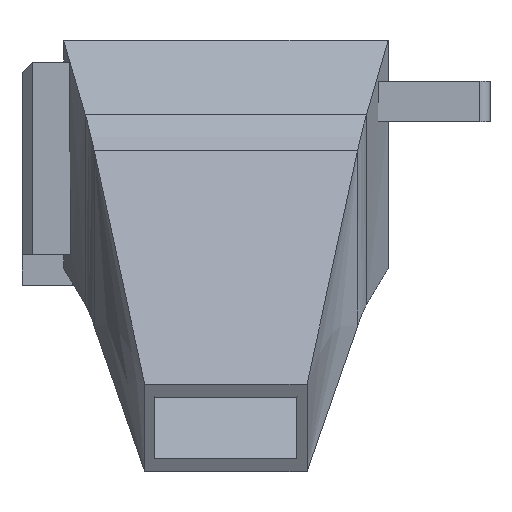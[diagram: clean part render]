
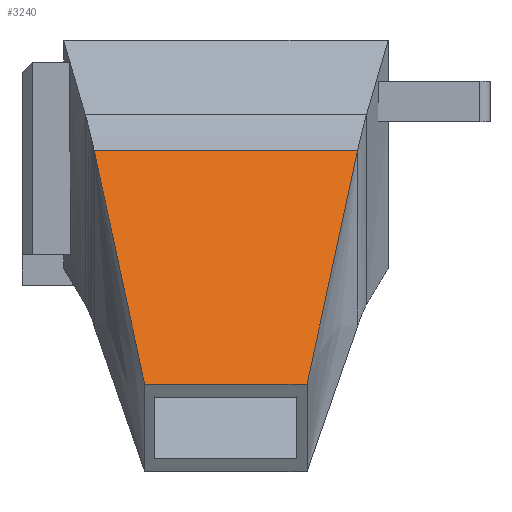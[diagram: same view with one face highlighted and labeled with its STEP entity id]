
A CAD part, front view. The second image highlights one B-rep face of the part: STEP entity #3240.
In plain terms, the highlighted planar face has unit normal (0, -0.946, 0.324).
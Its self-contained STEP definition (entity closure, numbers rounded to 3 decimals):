
#1241 = B_SPLINE_SURFACE_WITH_KNOTS('',1,6,(
    (#1242,#1243,#1244,#1245,#1246,#1247,#1248)
    ,(#1249,#1250,#1251,#1252,#1253,#1254,#1255
  )),.UNSPECIFIED.,.F.,.F.,.F.,(2,2),(7,7),(2.,3.),(3.446,
    3.977),.PIECEWISE_BEZIER_KNOTS.);
#1242 = CARTESIAN_POINT('',(45.485,-2.62,
    88.259));
#1243 = CARTESIAN_POINT('',(45.631,-2.388,
    88.935));
#1244 = CARTESIAN_POINT('',(45.778,-2.094,
    89.591));
#1245 = CARTESIAN_POINT('',(45.924,-1.74,
    90.219));
#1246 = CARTESIAN_POINT('',(46.071,-1.33,
    90.812));
#1247 = CARTESIAN_POINT('',(46.217,-0.869,
    91.361));
#1248 = CARTESIAN_POINT('',(46.363,-0.364,
    91.862));
#1249 = CARTESIAN_POINT('',(19.515,-2.62,
    88.259));
#1250 = CARTESIAN_POINT('',(19.369,-2.388,
    88.935));
#1251 = CARTESIAN_POINT('',(19.222,-2.094,
    89.591));
#1252 = CARTESIAN_POINT('',(19.076,-1.74,
    90.219));
#1253 = CARTESIAN_POINT('',(18.929,-1.33,
    90.812));
#1254 = CARTESIAN_POINT('',(18.783,-0.869,
    91.361));
#1255 = CARTESIAN_POINT('',(18.637,-0.364,
    91.862));
#1974 = VERTEX_POINT('',#1975);
#1975 = CARTESIAN_POINT('',(19.515,-2.62,
    88.259));
#2015 = B_SPLINE_SURFACE_WITH_KNOTS('',1,1,(
    (#2016,#2017)
    ,(#2018,#2019
    )),.UNSPECIFIED.,.F.,.F.,.F.,(2,2),(2,2),(3.,4.),(0.,21.071
    ),.PIECEWISE_BEZIER_KNOTS.);
#2016 = CARTESIAN_POINT('',(24.5,-10.5,65.251));
#2017 = CARTESIAN_POINT('',(19.515,-2.62,
    88.259));
#2018 = CARTESIAN_POINT('',(24.5,-5.5,56.59));
#2019 = CARTESIAN_POINT('',(19.515,-0.735,
    70.975));
#2064 = VERTEX_POINT('',#2065);
#2065 = CARTESIAN_POINT('',(45.485,-2.62,
    88.259));
#2090 = EDGE_CURVE('',#2064,#1974,#2091,.T.);
#2091 = SURFACE_CURVE('',#2092,(#2095,#2102),.PCURVE_S1.);
#2092 = B_SPLINE_CURVE_WITH_KNOTS('',1,(#2093,#2094),.UNSPECIFIED.,.F.,
  .F.,(2,2),(2.,3.),.PIECEWISE_BEZIER_KNOTS.);
#2093 = CARTESIAN_POINT('',(45.485,-2.62,
    88.259));
#2094 = CARTESIAN_POINT('',(19.515,-2.62,
    88.259));
#2095 = PCURVE('',#1241,#2096);
#2096 = DEFINITIONAL_REPRESENTATION('',(#2097),#2101);
#2097 = LINE('',#2098,#2099);
#2098 = CARTESIAN_POINT('',(0.,3.446));
#2099 = VECTOR('',#2100,1.);
#2100 = DIRECTION('',(1.,0.));
#2101 = ( GEOMETRIC_REPRESENTATION_CONTEXT(2) 
PARAMETRIC_REPRESENTATION_CONTEXT() REPRESENTATION_CONTEXT('2D SPACE',''
  ) );
#2102 = PCURVE('',#2103,#2108);
#2103 = PLANE('',#2104);
#2104 = AXIS2_PLACEMENT_3D('',#2105,#2106,#2107);
#2105 = CARTESIAN_POINT('',(32.5,-6.56,76.755));
#2106 = DIRECTION('',(0.,0.946,-0.324)
  );
#2107 = DIRECTION('',(-1.,0.,0.));
#2108 = DEFINITIONAL_REPRESENTATION('',(#2109),#2112);
#2109 = B_SPLINE_CURVE_WITH_KNOTS('',1,(#2110,#2111),.UNSPECIFIED.,.F.,
  .F.,(2,2),(2.,3.),.PIECEWISE_BEZIER_KNOTS.);
#2110 = CARTESIAN_POINT('',(-12.985,12.16));
#2111 = CARTESIAN_POINT('',(12.985,12.16));
#2112 = ( GEOMETRIC_REPRESENTATION_CONTEXT(2) 
PARAMETRIC_REPRESENTATION_CONTEXT() REPRESENTATION_CONTEXT('2D SPACE',''
  ) );
#2159 = B_SPLINE_SURFACE_WITH_KNOTS('',1,1,(
    (#2160,#2161)
    ,(#2162,#2163
    )),.UNSPECIFIED.,.F.,.F.,.F.,(2,2),(2,2),(1.,2.),(0.,21.071
    ),.PIECEWISE_BEZIER_KNOTS.);
#2160 = CARTESIAN_POINT('',(40.5,-5.5,56.59));
#2161 = CARTESIAN_POINT('',(45.485,-0.735,
    70.975));
#2162 = CARTESIAN_POINT('',(40.5,-10.5,65.251));
#2163 = CARTESIAN_POINT('',(45.485,-2.62,
    88.259));
#3174 = EDGE_CURVE('',#3175,#1974,#3177,.T.);
#3175 = VERTEX_POINT('',#3176);
#3176 = CARTESIAN_POINT('',(24.5,-10.5,65.251));
#3177 = SURFACE_CURVE('',#3178,(#3181,#3188),.PCURVE_S1.);
#3178 = B_SPLINE_CURVE_WITH_KNOTS('',1,(#3179,#3180),.UNSPECIFIED.,.F.,
  .F.,(2,2),(0.,21.071),.PIECEWISE_BEZIER_KNOTS.);
#3179 = CARTESIAN_POINT('',(24.5,-10.5,65.251));
#3180 = CARTESIAN_POINT('',(19.515,-2.62,
    88.259));
#3181 = PCURVE('',#2015,#3182);
#3182 = DEFINITIONAL_REPRESENTATION('',(#3183),#3187);
#3183 = LINE('',#3184,#3185);
#3184 = CARTESIAN_POINT('',(3.,0.));
#3185 = VECTOR('',#3186,1.);
#3186 = DIRECTION('',(0.,1.));
#3187 = ( GEOMETRIC_REPRESENTATION_CONTEXT(2) 
PARAMETRIC_REPRESENTATION_CONTEXT() REPRESENTATION_CONTEXT('2D SPACE',''
  ) );
#3188 = PCURVE('',#2103,#3189);
#3189 = DEFINITIONAL_REPRESENTATION('',(#3190),#3193);
#3190 = B_SPLINE_CURVE_WITH_KNOTS('',1,(#3191,#3192),.UNSPECIFIED.,.F.,
  .F.,(2,2),(0.,21.071),.PIECEWISE_BEZIER_KNOTS.);
#3191 = CARTESIAN_POINT('',(8.,-12.16));
#3192 = CARTESIAN_POINT('',(12.985,12.16));
#3193 = ( GEOMETRIC_REPRESENTATION_CONTEXT(2) 
PARAMETRIC_REPRESENTATION_CONTEXT() REPRESENTATION_CONTEXT('2D SPACE',''
  ) );
#3210 = PLANE('',#3211);
#3211 = AXIS2_PLACEMENT_3D('',#3212,#3213,#3214);
#3212 = CARTESIAN_POINT('',(32.5,-8.,60.921));
#3213 = DIRECTION('',(0.,-0.866,-0.5));
#3214 = DIRECTION('',(0.,-0.5,0.866));
#3240 = ADVANCED_FACE('',(#3241),#2103,.F.);
#3241 = FACE_BOUND('',#3242,.F.);
#3242 = EDGE_LOOP('',(#3243,#3264,#3282,#3283));
#3243 = ORIENTED_EDGE('',*,*,#3244,.F.);
#3244 = EDGE_CURVE('',#3245,#2064,#3247,.T.);
#3245 = VERTEX_POINT('',#3246);
#3246 = CARTESIAN_POINT('',(40.5,-10.5,65.251));
#3247 = SURFACE_CURVE('',#3248,(#3251,#3257),.PCURVE_S1.);
#3248 = B_SPLINE_CURVE_WITH_KNOTS('',1,(#3249,#3250),.UNSPECIFIED.,.F.,
  .F.,(2,2),(0.,21.071),.PIECEWISE_BEZIER_KNOTS.);
#3249 = CARTESIAN_POINT('',(40.5,-10.5,65.251));
#3250 = CARTESIAN_POINT('',(45.485,-2.62,
    88.259));
#3251 = PCURVE('',#2103,#3252);
#3252 = DEFINITIONAL_REPRESENTATION('',(#3253),#3256);
#3253 = B_SPLINE_CURVE_WITH_KNOTS('',1,(#3254,#3255),.UNSPECIFIED.,.F.,
  .F.,(2,2),(0.,21.071),.PIECEWISE_BEZIER_KNOTS.);
#3254 = CARTESIAN_POINT('',(-8.,-12.16));
#3255 = CARTESIAN_POINT('',(-12.985,12.16));
#3256 = ( GEOMETRIC_REPRESENTATION_CONTEXT(2) 
PARAMETRIC_REPRESENTATION_CONTEXT() REPRESENTATION_CONTEXT('2D SPACE',''
  ) );
#3257 = PCURVE('',#2159,#3258);
#3258 = DEFINITIONAL_REPRESENTATION('',(#3259),#3263);
#3259 = LINE('',#3260,#3261);
#3260 = CARTESIAN_POINT('',(2.,0.));
#3261 = VECTOR('',#3262,1.);
#3262 = DIRECTION('',(0.,1.));
#3263 = ( GEOMETRIC_REPRESENTATION_CONTEXT(2) 
PARAMETRIC_REPRESENTATION_CONTEXT() REPRESENTATION_CONTEXT('2D SPACE',''
  ) );
#3264 = ORIENTED_EDGE('',*,*,#3265,.T.);
#3265 = EDGE_CURVE('',#3245,#3175,#3266,.T.);
#3266 = SURFACE_CURVE('',#3267,(#3270,#3276),.PCURVE_S1.);
#3267 = B_SPLINE_CURVE_WITH_KNOTS('',1,(#3268,#3269),.UNSPECIFIED.,.F.,
  .F.,(2,2),(2.,3.),.PIECEWISE_BEZIER_KNOTS.);
#3268 = CARTESIAN_POINT('',(40.5,-10.5,65.251));
#3269 = CARTESIAN_POINT('',(24.5,-10.5,65.251));
#3270 = PCURVE('',#2103,#3271);
#3271 = DEFINITIONAL_REPRESENTATION('',(#3272),#3275);
#3272 = B_SPLINE_CURVE_WITH_KNOTS('',1,(#3273,#3274),.UNSPECIFIED.,.F.,
  .F.,(2,2),(2.,3.),.PIECEWISE_BEZIER_KNOTS.);
#3273 = CARTESIAN_POINT('',(-8.,-12.16));
#3274 = CARTESIAN_POINT('',(8.,-12.16));
#3275 = ( GEOMETRIC_REPRESENTATION_CONTEXT(2) 
PARAMETRIC_REPRESENTATION_CONTEXT() REPRESENTATION_CONTEXT('2D SPACE',''
  ) );
#3276 = PCURVE('',#3210,#3277);
#3277 = DEFINITIONAL_REPRESENTATION('',(#3278),#3281);
#3278 = B_SPLINE_CURVE_WITH_KNOTS('',1,(#3279,#3280),.UNSPECIFIED.,.F.,
  .F.,(2,2),(2.,3.),.PIECEWISE_BEZIER_KNOTS.);
#3279 = CARTESIAN_POINT('',(5.,-8.));
#3280 = CARTESIAN_POINT('',(5.,8.));
#3281 = ( GEOMETRIC_REPRESENTATION_CONTEXT(2) 
PARAMETRIC_REPRESENTATION_CONTEXT() REPRESENTATION_CONTEXT('2D SPACE',''
  ) );
#3282 = ORIENTED_EDGE('',*,*,#3174,.T.);
#3283 = ORIENTED_EDGE('',*,*,#2090,.F.);
